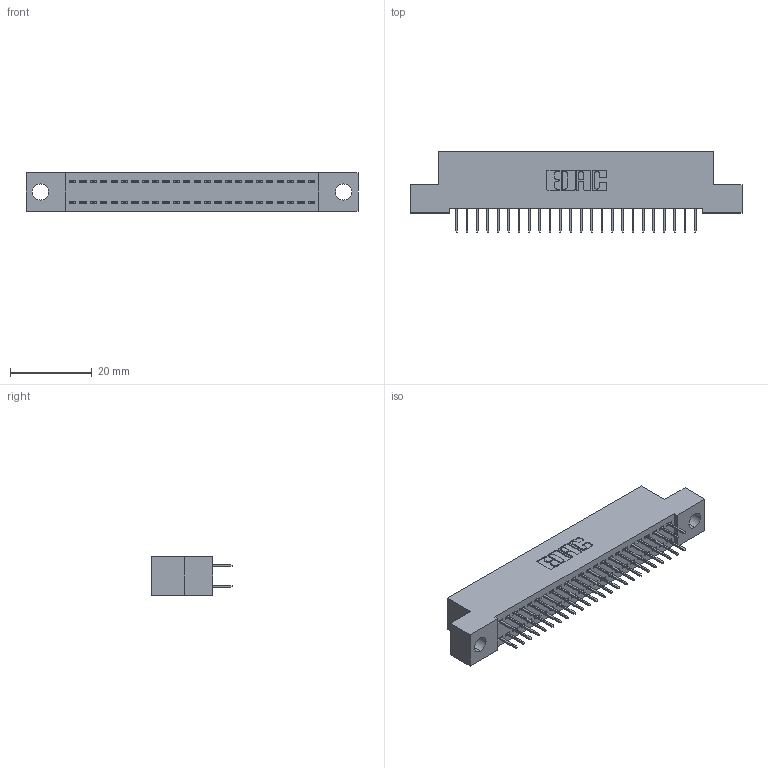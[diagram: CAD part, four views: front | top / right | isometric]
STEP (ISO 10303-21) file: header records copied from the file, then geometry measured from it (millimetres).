
FILE_DESCRIPTION (( 'STEP AP203' ), '1' );
FILE_NAME ('342-048-524-204.STEP', '2018-08-12T17:50:59', ( '' ), ( '' ), 'SwSTEP 2.0', 'SolidWorks 2016', '' );
FILE_SCHEMA (( 'CONFIG_CONTROL_DESIGN' ));
Length unit declared in the file: inch
Products named in the file (3): 342-048-524-204; 342 Part_.156 TH; 345-292-001_345-293-124
Assembly tree (49 placements, depth 2):
  342-048-524-204
    342 Part_.156 TH
    345-292-001_345-293-124  x48
Bounding box: 81.28 x 19.69 x 9.4 mm (x, y, z)
Volume: 7058.1 mm3; surface area: 10680.6 mm2
Topology: 49 solids, 49 shells, 2798 faces, 7931 edges, 5094 vertices
Faces by surface type: plane 2082, cylinder 716
Entity records: 17713 total; most frequent: CARTESIAN_POINT 2954, ORIENTED_EDGE 2890, DIRECTION 2557, EDGE_CURVE 1445, LINE 1321, VECTOR 1321, VERTEX_POINT 958, AXIS2_PLACEMENT_3D 618
